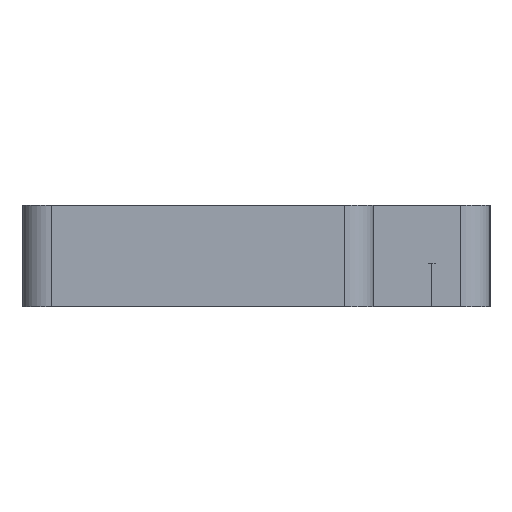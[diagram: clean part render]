
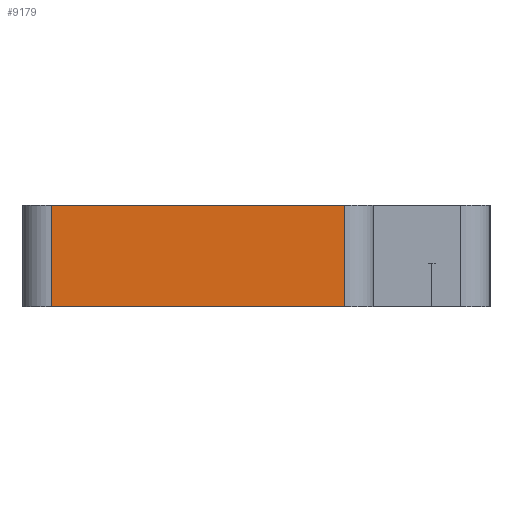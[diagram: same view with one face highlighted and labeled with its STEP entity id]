
A CAD part, left-side view. The second image highlights one B-rep face of the part: STEP entity #9179.
In plain terms, the highlighted planar face has unit normal (-1, 0, 0).
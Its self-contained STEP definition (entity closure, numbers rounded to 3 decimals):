
#132 = LINE ( 'NONE', #5509, #1884 ) ;
#373 = PLANE ( 'NONE',  #3065 ) ;
#604 = LINE ( 'NONE', #11674, #6467 ) ;
#743 = CARTESIAN_POINT ( 'NONE',  ( -115.5, 14.1, 0. ) ) ;
#876 = VECTOR ( 'NONE', #9967, 1000. ) ;
#907 = LINE ( 'NONE', #6340, #876 ) ;
#1142 = EDGE_LOOP ( 'NONE', ( #7958, #2394, #2804, #1317 ) ) ;
#1317 = ORIENTED_EDGE ( 'NONE', *, *, #7788, .T. ) ;
#1365 = VERTEX_POINT ( 'NONE', #3048 ) ;
#1444 = FACE_OUTER_BOUND ( 'NONE', #1142, .T. ) ;
#1884 = VECTOR ( 'NONE', #10847, 1000. ) ;
#2153 = DIRECTION ( 'NONE',  ( 0., -1., 0. ) ) ;
#2394 = ORIENTED_EDGE ( 'NONE', *, *, #9291, .T. ) ;
#2741 = EDGE_CURVE ( 'NONE', #7927, #5381, #907, .T. ) ;
#2804 = ORIENTED_EDGE ( 'NONE', *, *, #2741, .F. ) ;
#3048 = CARTESIAN_POINT ( 'NONE',  ( -115.5, -6.1, 0. ) ) ;
#3065 = AXIS2_PLACEMENT_3D ( 'NONE', #5798, #3973, #6694 ) ;
#3146 = LINE ( 'NONE', #5921, #4186 ) ;
#3973 = DIRECTION ( 'NONE',  ( 1., 0., 0. ) ) ;
#4186 = VECTOR ( 'NONE', #2153, 1000. ) ;
#5259 = DIRECTION ( 'NONE',  ( 0., 0., 1. ) ) ;
#5381 = VERTEX_POINT ( 'NONE', #9217 ) ;
#5509 = CARTESIAN_POINT ( 'NONE',  ( -115.5, 14.1, 7. ) ) ;
#5798 = CARTESIAN_POINT ( 'NONE',  ( -115.5, -16.1, 7. ) ) ;
#5921 = CARTESIAN_POINT ( 'NONE',  ( -115.5, -16.1, 0. ) ) ;
#6340 = CARTESIAN_POINT ( 'NONE',  ( -115.5, -16.1, 7. ) ) ;
#6467 = VECTOR ( 'NONE', #5259, 1000. ) ;
#6694 = DIRECTION ( 'NONE',  ( 0., 0., -1. ) ) ;
#7788 = EDGE_CURVE ( 'NONE', #7927, #10884, #132, .T. ) ;
#7927 = VERTEX_POINT ( 'NONE', #8543 ) ;
#7958 = ORIENTED_EDGE ( 'NONE', *, *, #9163, .T. ) ;
#8543 = CARTESIAN_POINT ( 'NONE',  ( -115.5, 14.1, 7. ) ) ;
#9163 = EDGE_CURVE ( 'NONE', #10884, #1365, #3146, .T. ) ;
#9179 = ADVANCED_FACE ( 'NONE', ( #1444 ), #373, .F. ) ;
#9217 = CARTESIAN_POINT ( 'NONE',  ( -115.5, -6.1, 7. ) ) ;
#9291 = EDGE_CURVE ( 'NONE', #1365, #5381, #604, .T. ) ;
#9967 = DIRECTION ( 'NONE',  ( 0., -1., 0. ) ) ;
#10847 = DIRECTION ( 'NONE',  ( 0., 0., -1. ) ) ;
#10884 = VERTEX_POINT ( 'NONE', #743 ) ;
#11674 = CARTESIAN_POINT ( 'NONE',  ( -115.5, -6.1, 7. ) ) ;
